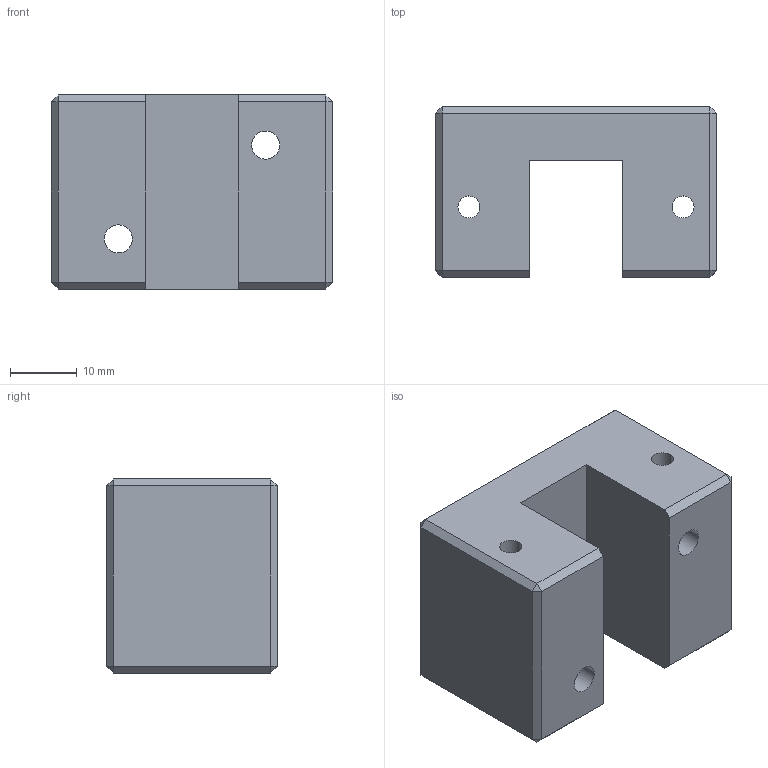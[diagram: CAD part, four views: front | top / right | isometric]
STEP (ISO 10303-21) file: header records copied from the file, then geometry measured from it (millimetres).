
FILE_DESCRIPTION (( 'STEP AP203' ), '1' );
FILE_NAME ('Support de vis à billes axe X (POM).STEP', '2021-05-27T06:17:03', ( '' ), ( '' ), 'SwSTEP 2.0', 'SolidWorks 2012', '' );
FILE_SCHEMA (( 'CONFIG_CONTROL_DESIGN' ));
Length unit declared in the file: millimetre
Products named in the file (1): Support de vis à billes axe X (POM)
Bounding box: 42 x 25.5 x 29 mm (x, y, z)
Volume: 22243.4 mm3; surface area: 7645.2 mm2
Topology: 1 solids, 1 shells, 50 faces, 110 edges, 64 vertices
Faces by surface type: plane 34, cylinder 12, cone 4
Entity records: 1431 total; most frequent: DIRECTION 240, CARTESIAN_POINT 225, ORIENTED_EDGE 220, EDGE_CURVE 110, LINE 82, VECTOR 82, AXIS2_PLACEMENT_3D 79, VERTEX_POINT 64
